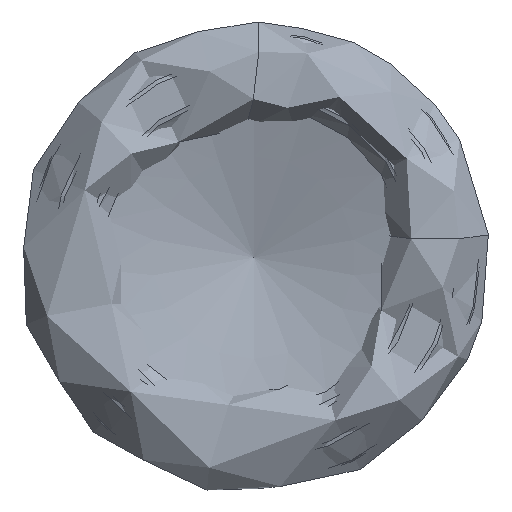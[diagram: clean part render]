
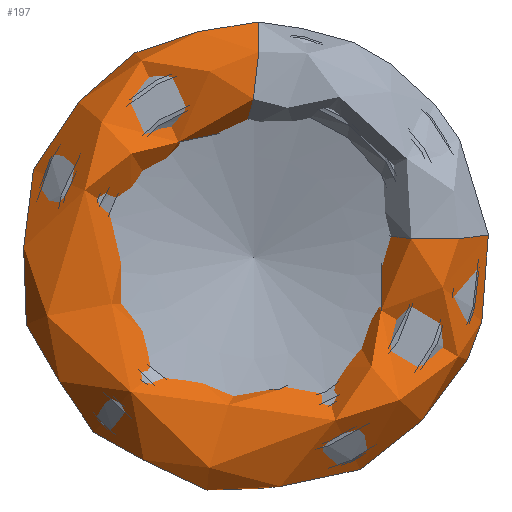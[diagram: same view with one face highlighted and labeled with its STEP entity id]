
A CAD part, left-side view. The second image highlights one B-rep face of the part: STEP entity #197.
In plain terms, the highlighted free-form (B-spline) face has degree [3, 3] with [7, 7] control points.
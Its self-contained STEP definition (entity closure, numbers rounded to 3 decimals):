
#197=ADVANCED_FACE('',(#218,#219),#216,.F.);
#216=(
BOUNDED_SURFACE()
B_SPLINE_SURFACE(3,3,((#488,#489,#490,#491,#492,#493,#494),(#495,#496,#497,
#498,#499,#500,#501),(#502,#503,#504,#505,#506,#507,#508),(#509,#510,#511,
#512,#513,#514,#515),(#516,#517,#518,#519,#520,#521,#522),(#523,#524,#525,
#526,#527,#528,#529),(#530,#531,#532,#533,#534,#535,#536)),
 .UNSPECIFIED.,.T.,.F.,.F.)
B_SPLINE_SURFACE_WITH_KNOTS((1,3,3,3,1),(4,3,4),(-0.5,0.,0.5,1.,1.5),(0.,
0.5,1.),.UNSPECIFIED.)
GEOMETRIC_REPRESENTATION_ITEM()
RATIONAL_B_SPLINE_SURFACE(((1.,0.571,0.571,1.,0.571,
0.571,1.),(0.333,0.19,0.19,
0.333,0.19,0.19,0.333),
(0.333,0.19,0.19,0.333,
0.19,0.19,0.333),(1.,0.571,
0.571,1.,0.571,0.571,1.),(0.333,
0.19,0.19,0.333,0.19,
0.19,0.333),(0.333,0.19,
0.19,0.333,0.19,0.19,
0.333),(1.,0.571,0.571,1.,0.571,
0.571,1.)))
REPRESENTATION_ITEM('')
SURFACE()
);
#218=FACE_BOUND('',#254,.T.);
#219=FACE_BOUND('',#255,.T.);
#254=EDGE_LOOP('',(#290));
#255=EDGE_LOOP('',(#291));
#290=ORIENTED_EDGE('',*,*,#345,.T.);
#291=ORIENTED_EDGE('',*,*,#346,.F.);
#326=VERTEX_POINT('',#485);
#327=VERTEX_POINT('',#487);
#345=EDGE_CURVE('',#326,#326,#363,.T.);
#346=EDGE_CURVE('',#327,#327,#364,.T.);
#363=CIRCLE('',#382,6.);
#364=CIRCLE('',#383,6.);
#382=AXIS2_PLACEMENT_3D('',#484,#416,#417);
#383=AXIS2_PLACEMENT_3D('',#486,#418,#419);
#416=DIRECTION('',(-0.105,0.988,0.115));
#417=DIRECTION('',(0.995,0.104,0.012));
#418=DIRECTION('',(-0.105,0.,0.995));
#419=DIRECTION('',(0.995,0.,0.105));
#484=CARTESIAN_POINT('',(5.967,0.315,20.037));
#485=CARTESIAN_POINT('',(11.934,0.938,20.109));
#486=CARTESIAN_POINT('',(5.967,-19.866,2.627));
#487=CARTESIAN_POINT('',(11.934,-19.866,3.254));
#488=CARTESIAN_POINT('',(11.934,-19.866,3.254));
#489=CARTESIAN_POINT('',(11.934,-23.42,-18.441));
#490=CARTESIAN_POINT('',(11.934,-4.409,-29.481));
#491=CARTESIAN_POINT('',(11.934,12.673,-15.642));
#492=CARTESIAN_POINT('',(11.934,29.754,-1.803));
#493=CARTESIAN_POINT('',(11.934,22.898,19.085));
#494=CARTESIAN_POINT('',(11.934,0.938,20.109));
#495=CARTESIAN_POINT('',(11.934,-7.866,3.254));
#496=CARTESIAN_POINT('',(11.934,-11.42,-5.336));
#497=CARTESIAN_POINT('',(11.934,-4.656,-11.714));
#498=CARTESIAN_POINT('',(11.934,3.711,-7.662));
#499=CARTESIAN_POINT('',(11.934,12.078,-3.609));
#500=CARTESIAN_POINT('',(11.934,11.268,5.652));
#501=CARTESIAN_POINT('',(11.934,2.324,8.19));
#502=CARTESIAN_POINT('',(0.,-7.866,2.));
#503=CARTESIAN_POINT('',(0.,-10.051,-6.591));
#504=CARTESIAN_POINT('',(0.,-2.799,-11.688));
#505=CARTESIAN_POINT('',(0.,4.545,-6.725));
#506=CARTESIAN_POINT('',(0.,11.889,-1.762));
#507=CARTESIAN_POINT('',(0.,9.863,6.868));
#508=CARTESIAN_POINT('',(0.,1.078,8.045));
#509=CARTESIAN_POINT('',(0.,-19.866,2.));
#510=CARTESIAN_POINT('',(0.,-22.051,-19.695));
#511=CARTESIAN_POINT('',(0.,-2.552,-29.455));
#512=CARTESIAN_POINT('',(0.,13.507,-14.705));
#513=CARTESIAN_POINT('',(0.,29.566,0.045));
#514=CARTESIAN_POINT('',(0.,21.494,20.301));
#515=CARTESIAN_POINT('',(0.,-0.308,19.965));
#516=CARTESIAN_POINT('',(0.,-31.866,2.));
#517=CARTESIAN_POINT('',(0.,-34.051,-32.8));
#518=CARTESIAN_POINT('',(0.,-2.305,-47.222));
#519=CARTESIAN_POINT('',(0.,22.469,-22.685));
#520=CARTESIAN_POINT('',(0.,47.242,1.852));
#521=CARTESIAN_POINT('',(0.,33.125,33.734));
#522=CARTESIAN_POINT('',(0.,-1.694,31.884));
#523=CARTESIAN_POINT('',(11.934,-31.866,3.254));
#524=CARTESIAN_POINT('',(11.934,-35.42,-31.545));
#525=CARTESIAN_POINT('',(11.934,-4.162,-47.248));
#526=CARTESIAN_POINT('',(11.934,21.635,-23.622));
#527=CARTESIAN_POINT('',(11.934,47.431,0.004));
#528=CARTESIAN_POINT('',(11.934,34.529,32.518));
#529=CARTESIAN_POINT('',(11.934,-0.448,32.029));
#530=CARTESIAN_POINT('',(11.934,-19.866,3.254));
#531=CARTESIAN_POINT('',(11.934,-23.42,-18.441));
#532=CARTESIAN_POINT('',(11.934,-4.409,-29.481));
#533=CARTESIAN_POINT('',(11.934,12.673,-15.642));
#534=CARTESIAN_POINT('',(11.934,29.754,-1.803));
#535=CARTESIAN_POINT('',(11.934,22.898,19.085));
#536=CARTESIAN_POINT('',(11.934,0.938,20.109));
